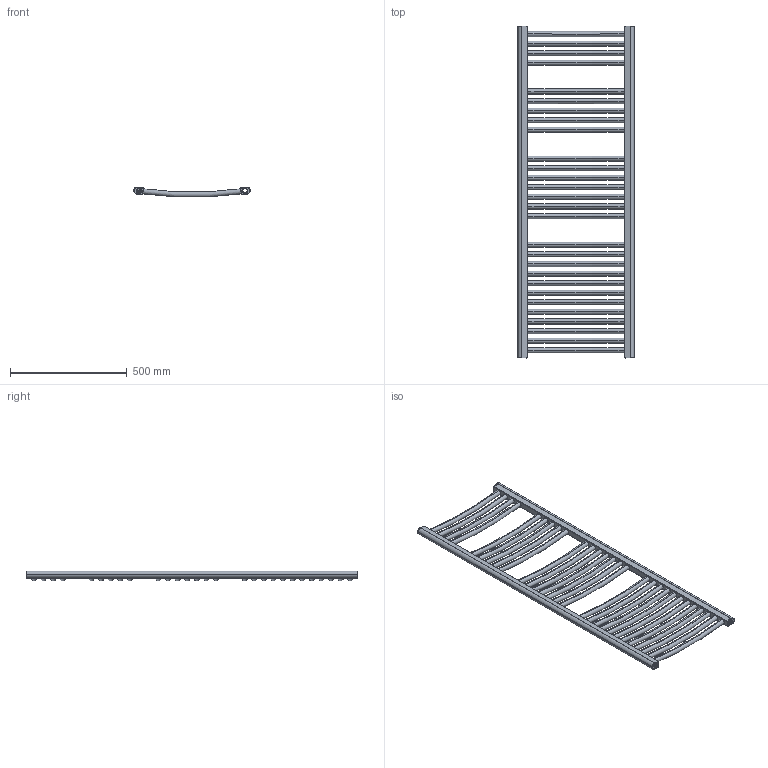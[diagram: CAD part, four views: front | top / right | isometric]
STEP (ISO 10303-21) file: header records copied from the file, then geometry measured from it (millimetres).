
FILE_DESCRIPTION((''),'2;1');
FILE_NAME('U0548560_ASM','2018-01-03T14:14:22',('myarac'),(''),'CREO PARAMETRIC BY PTC INC, 2017260','CREO PARAMETRIC BY PTC INC, 2017260','');
FILE_SCHEMA(('AUTOMOTIVE_DESIGN { 1 0 10303 214 1 1 1 1 }'));
Length unit declared in the file: millimetre
Products named in the file (5): U0547447; U0547390; U0547357; U0547358; U0548560_ASM
Assembly tree (34 placements, depth 2):
  U0548560_ASM
    U0547447  x28
    U0547390  x2
    U0547357
    U0547358  x3
Bounding box: 498.22 x 1420.4 x 42.11 mm (x, y, z)
Volume: 1115469.1 mm3; surface area: 2250983 mm2
Topology: 34 solids, 37 shells, 474 faces, 1162 edges, 756 vertices
Faces by surface type: cylinder 196, torus 146, plane 132
Entity records: 9150 total; most frequent: COLOUR_RGB 1359, DIRECTION 1157, CARTESIAN_POINT 1150, ORIENTED_EDGE 912, AXIS2_PLACEMENT_3D 468, EDGE_CURVE 458, VERTEX_POINT 296, CIRCLE 236
